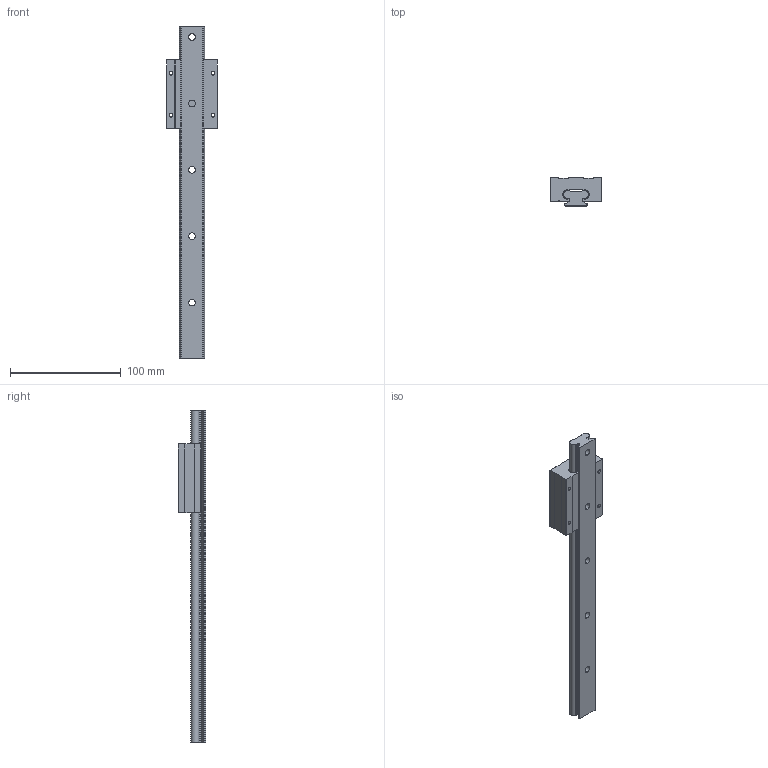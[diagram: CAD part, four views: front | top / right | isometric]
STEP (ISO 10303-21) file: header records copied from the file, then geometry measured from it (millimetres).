
FILE_DESCRIPTION (( 'STEP AP214' ), '1' );
FILE_NAME ('GST_BA52E4E556.step', '2021-08-23T13:04:06', ( 'localadmin' ), ( 'BOXX Technologies, Inc.' ), 'SwSTEP 2.0', 'SolidWorks 2019', '' );
FILE_SCHEMA (( 'AUTOMOTIVE_DESIGN' ));
Length unit declared in the file: inch
Products named in the file (5): HHmoeXkfyf_CADModel_1; HHmoeXkfyf_CADModel_0; GST_BA52E4E556
Assembly tree (2 placements, depth 2):
  HHmoeXkfyf_CADModel_1
  HHmoeXkfyf_CADModel_0
  GST_BA52E4E556
    HHmoeXkfyf_CADModel_1
    HHmoeXkfyf_CADModel_0
Bounding box: 46 x 25 x 300 mm (x, y, z)
Volume: 114290.4 mm3; surface area: 43006.6 mm2
Topology: 4 solids, 4 shells, 140 faces, 381 edges, 254 vertices
Faces by surface type: plane 82, cylinder 58
Entity records: 6469 total; most frequent: DIRECTION 789, CARTESIAN_POINT 781, ORIENTED_EDGE 762, EDGE_CURVE 381, LINE 265, VECTOR 265, AXIS2_PLACEMENT_3D 262, VERTEX_POINT 254
